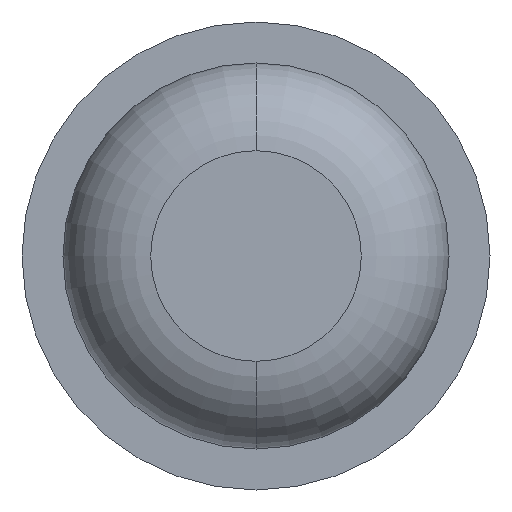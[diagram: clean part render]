
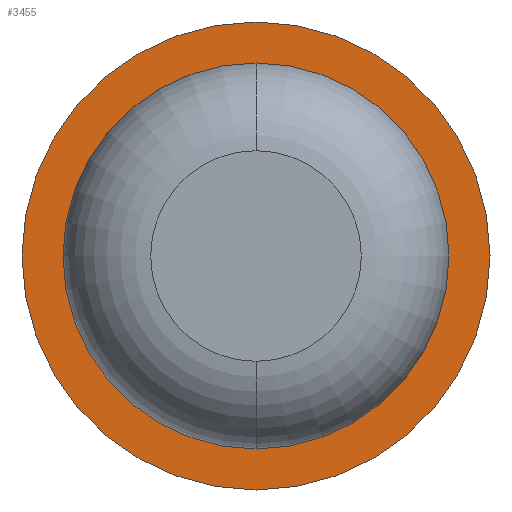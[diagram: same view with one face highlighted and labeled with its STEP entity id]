
A CAD part, front view. The second image highlights one B-rep face of the part: STEP entity #3455.
In plain terms, the highlighted planar face has unit normal (0, -1, 0).
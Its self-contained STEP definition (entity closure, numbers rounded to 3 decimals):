
#82 = ORIENTED_EDGE ( 'NONE', *, *, #1174, .F. ) ;
#141 = EDGE_LOOP ( 'NONE', ( #2343, #3015 ) ) ;
#183 = EDGE_CURVE ( 'Defeature ausgef�hrt1_5+Defeature ausgef�hrt1_0+Defeature ausgef�hrt1_0+Defeature ausgef�hrt1_0', #1701, #3336, #1898, .T. ) ;
#248 = FACE_BOUND ( 'NONE', #141, .T. ) ;
#359 = CARTESIAN_POINT ( 'NONE',  ( 0., -2., 1. ) ) ;
#515 = DIRECTION ( 'NONE',  ( 0., 1., 0. ) ) ;
#520 = CARTESIAN_POINT ( 'NONE',  ( 0., -2., 0. ) ) ;
#555 = EDGE_CURVE ( 'Defeature ausgef�hrt1_5+Defeature ausgef�hrt1_0+Defeature ausgef�hrt1_0+Defeature ausgef�hrt1_0', #3336, #1701, #2615, .T. ) ;
#725 = DIRECTION ( 'NONE',  ( 0., 0., 1. ) ) ;
#785 = AXIS2_PLACEMENT_3D ( 'NONE', #1555, #1599, #725 ) ;
#852 = ORIENTED_EDGE ( 'NONE', *, *, #2666, .F. ) ;
#891 = CIRCLE ( 'NONE', #1618, 1. ) ;
#933 = CARTESIAN_POINT ( 'NONE',  ( 0., -2., 0.825 ) ) ;
#960 = CARTESIAN_POINT ( 'NONE',  ( 0., -2., -1. ) ) ;
#993 = PLANE ( 'NONE',  #2630 ) ;
#1028 = DIRECTION ( 'NONE',  ( 0., 0., 1. ) ) ;
#1039 = AXIS2_PLACEMENT_3D ( 'NONE', #3017, #515, #2769 ) ;
#1108 = CARTESIAN_POINT ( 'NONE',  ( 0., -2., 0. ) ) ;
#1174 = EDGE_CURVE ( 'Defeature ausgef�hrt1_6+Defeature ausgef�hrt1_5+Defeature ausgef�hrt1_5+Defeature ausgef�hrt1_5', #3149, #1990, #891, .T. ) ;
#1267 = CARTESIAN_POINT ( 'NONE',  ( 1., -2., 0. ) ) ;
#1328 = FACE_OUTER_BOUND ( 'NONE', #3552, .T. ) ;
#1402 = DIRECTION ( 'NONE',  ( 0., 1., 0. ) ) ;
#1555 = CARTESIAN_POINT ( 'NONE',  ( 0., -2., 0. ) ) ;
#1599 = DIRECTION ( 'NONE',  ( 0., 1., 0. ) ) ;
#1618 = AXIS2_PLACEMENT_3D ( 'NONE', #1108, #2178, #1621 ) ;
#1621 = DIRECTION ( 'NONE',  ( 0., 0., 1. ) ) ;
#1630 = CIRCLE ( 'NONE', #2344, 1. ) ;
#1701 = VERTEX_POINT ( 'NONE', #933 ) ;
#1810 = DIRECTION ( 'NONE',  ( 0., 1., 0. ) ) ;
#1898 = CIRCLE ( 'NONE', #785, 0.825 ) ;
#1990 = VERTEX_POINT ( 'NONE', #960 ) ;
#2041 = CARTESIAN_POINT ( 'NONE',  ( 0., -2., -0.825 ) ) ;
#2178 = DIRECTION ( 'NONE',  ( 0., 1., 0. ) ) ;
#2343 = ORIENTED_EDGE ( 'NONE', *, *, #183, .T. ) ;
#2344 = AXIS2_PLACEMENT_3D ( 'NONE', #520, #1402, #2479 ) ;
#2479 = DIRECTION ( 'NONE',  ( 0., 0., 1. ) ) ;
#2615 = CIRCLE ( 'NONE', #1039, 0.825 ) ;
#2630 = AXIS2_PLACEMENT_3D ( 'NONE', #1267, #1810, #1028 ) ;
#2666 = EDGE_CURVE ( 'Defeature ausgef�hrt1_6+Defeature ausgef�hrt1_5+Defeature ausgef�hrt1_5+Defeature ausgef�hrt1_5', #1990, #3149, #1630, .T. ) ;
#2769 = DIRECTION ( 'NONE',  ( 0., 0., 1. ) ) ;
#3015 = ORIENTED_EDGE ( 'NONE', *, *, #555, .T. ) ;
#3017 = CARTESIAN_POINT ( 'NONE',  ( 0., -2., 0. ) ) ;
#3149 = VERTEX_POINT ( 'NONE', #359 ) ;
#3336 = VERTEX_POINT ( 'NONE', #2041 ) ;
#3455 = ADVANCED_FACE ( 'Defeature ausgef�hrt1_5', ( #1328, #248 ), #993, .F. ) ;
#3552 = EDGE_LOOP ( 'NONE', ( #82, #852 ) ) ;
